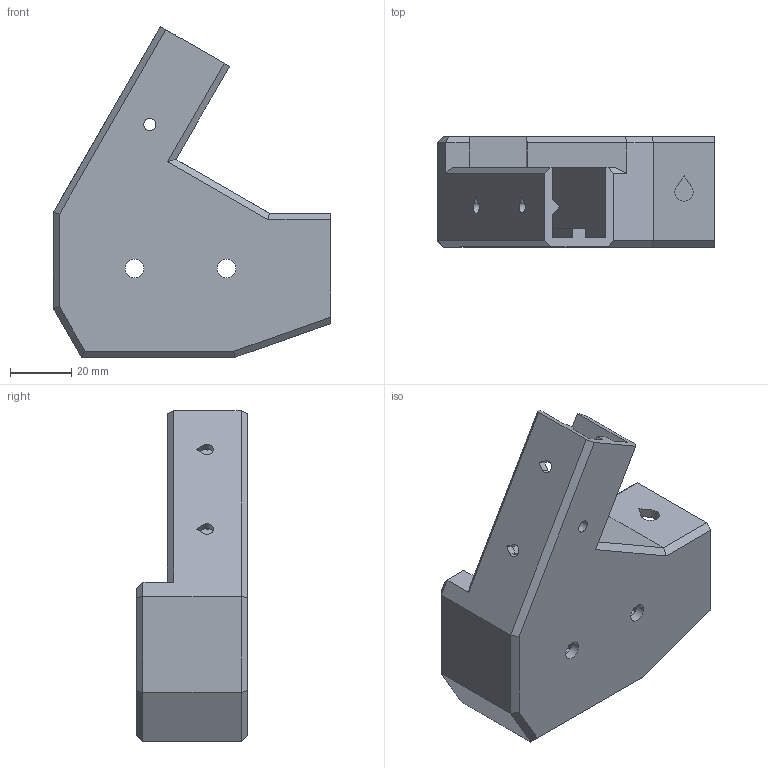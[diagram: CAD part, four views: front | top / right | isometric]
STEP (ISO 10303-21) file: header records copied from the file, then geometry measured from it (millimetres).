
FILE_DESCRIPTION(('FreeCAD Model'),'2;1');
FILE_NAME('LowerNodeTip.step','2016-02-23T19:13:06',('Author'),(''), 'Open CASCADE STEP processor 6.8','FreeCAD','Unknown');
FILE_SCHEMA(('AUTOMOTIVE_DESIGN_CC2 { 1 2 10303 214 -1 1 5 4 }'));
Length unit declared in the file: millimetre
Products named in the file (2): ASSEMBLY; LowerNodeTip
Assembly tree (1 placements, depth 2):
  ASSEMBLY
    LowerNodeTip
Bounding box: 90.5 x 36 x 107.94 mm (x, y, z)
Volume: 90819.9 mm3; surface area: 32313.6 mm2
Topology: 1 solids, 1 shells, 158 faces, 410 edges, 260 vertices
Faces by surface type: plane 101, cylinder 41, torus 12, sphere 4
Full cylindrical faces by diameter (mm): 4 x1, 6 x2
Entity records: 10999 total; most frequent: CARTESIAN_POINT 2885, DIRECTION 1448, LINE 927, VECTOR 927, ORIENTED_EDGE 820, PCURVE 820, DEFINITIONAL_REPRESENTATION 820, EDGE_CURVE 410
